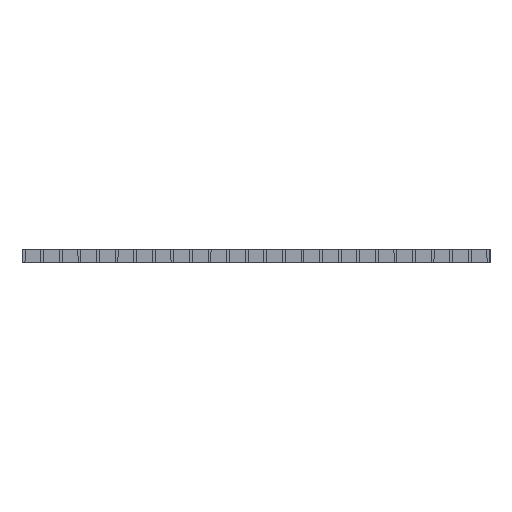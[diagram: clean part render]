
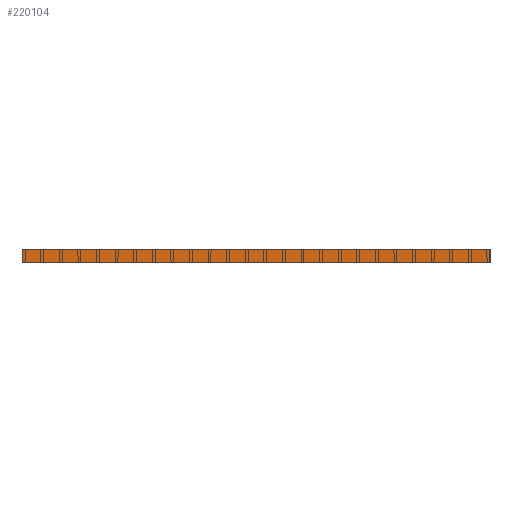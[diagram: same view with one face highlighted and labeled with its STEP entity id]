
A CAD part, left-side view. The second image highlights one B-rep face of the part: STEP entity #220104.
In plain terms, the highlighted planar face has unit normal (-1, 0, 0).
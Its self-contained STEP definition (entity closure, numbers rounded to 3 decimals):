
#15018=FACE_OUTER_BOUND('',#25024,.T.);
#25024=EDGE_LOOP('',(#180080,#180081,#180082,#180083));
#60034=LINE('',#340163,#90046);
#60035=LINE('',#340166,#90047);
#60036=LINE('',#340168,#90048);
#60037=LINE('',#340169,#90049);
#90046=VECTOR('',#280134,10.);
#90047=VECTOR('',#280137,10.);
#90048=VECTOR('',#280138,10.);
#90049=VECTOR('',#280139,10.);
#110056=VERTEX_POINT('',#340159);
#110057=VERTEX_POINT('',#340161);
#110058=VERTEX_POINT('',#340165);
#110059=VERTEX_POINT('',#340167);
#140066=EDGE_CURVE('',#110056,#110057,#60034,.T.);
#140067=EDGE_CURVE('',#110056,#110058,#60035,.T.);
#140068=EDGE_CURVE('',#110059,#110057,#60036,.T.);
#140069=EDGE_CURVE('',#110058,#110059,#60037,.T.);
#180080=ORIENTED_EDGE('',*,*,#140067,.F.);
#180081=ORIENTED_EDGE('',*,*,#140066,.T.);
#180082=ORIENTED_EDGE('',*,*,#140068,.F.);
#180083=ORIENTED_EDGE('',*,*,#140069,.F.);
#210098=PLANE('',#230118);
#220104=ADVANCED_FACE('',(#15018),#210098,.T.);
#230118=AXIS2_PLACEMENT_3D('',#340164,#280135,#280136);
#280134=DIRECTION('',(0.,0.,-1.));
#280135=DIRECTION('center_axis',(-1.,0.,0.));
#280136=DIRECTION('ref_axis',(0.,1.,0.));
#280137=DIRECTION('',(0.,-1.,0.));
#280138=DIRECTION('',(0.,1.,0.));
#280139=DIRECTION('',(0.,0.,-1.));
#340159=CARTESIAN_POINT('',(-2003.5,503.5,0.));
#340161=CARTESIAN_POINT('',(-2003.5,503.5,-30.));
#340163=CARTESIAN_POINT('',(-2003.5,503.5,0.));
#340164=CARTESIAN_POINT('Origin',(-2003.5,-503.5,0.));
#340165=CARTESIAN_POINT('',(-2003.5,-503.5,0.));
#340166=CARTESIAN_POINT('',(-2003.5,503.5,0.));
#340167=CARTESIAN_POINT('',(-2003.5,-503.5,-30.));
#340168=CARTESIAN_POINT('',(-2003.5,503.5,-30.));
#340169=CARTESIAN_POINT('',(-2003.5,-503.5,0.));
